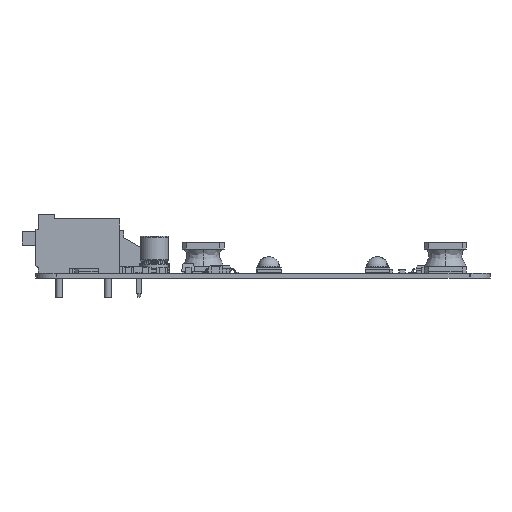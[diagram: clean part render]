
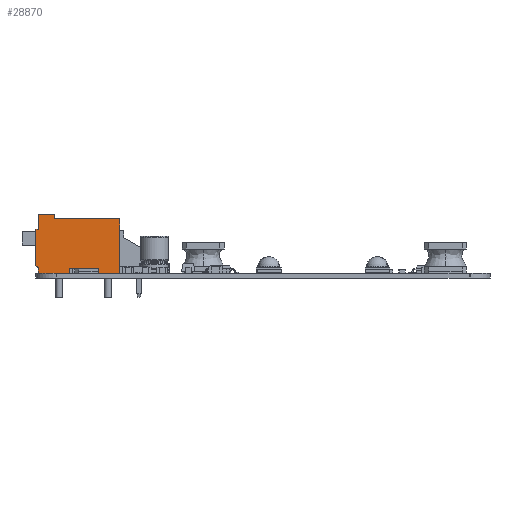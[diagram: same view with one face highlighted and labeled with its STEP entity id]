
A CAD part, front view. The second image highlights one B-rep face of the part: STEP entity #28870.
In plain terms, the highlighted face is planar.
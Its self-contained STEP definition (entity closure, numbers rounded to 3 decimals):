
#2711=PLANE('',#31675);
#4134=FACE_OUTER_BOUND('',#6402,.T.);
#6402=EDGE_LOOP('',(#26458,#26459,#26460,#26461,#26462,#26463,#26464,#26465,
#26466,#26467,#26468,#26469,#26470,#26471));
#8903=LINE('',#47912,#11586);
#8916=LINE('',#47937,#11599);
#8962=LINE('',#48065,#11645);
#8965=LINE('',#48071,#11648);
#8968=LINE('',#48077,#11651);
#8971=LINE('',#48083,#11654);
#8974=LINE('',#48089,#11657);
#8977=LINE('',#48095,#11660);
#8981=LINE('',#48101,#11664);
#8984=LINE('',#48108,#11667);
#8987=LINE('',#48114,#11670);
#8990=LINE('',#48120,#11673);
#8993=LINE('',#48126,#11676);
#8996=LINE('',#48130,#11679);
#11586=VECTOR('',#38992,10.);
#11599=VECTOR('',#39007,10.);
#11645=VECTOR('',#39141,10.);
#11648=VECTOR('',#39146,10.);
#11651=VECTOR('',#39151,10.);
#11654=VECTOR('',#39156,10.);
#11657=VECTOR('',#39161,10.);
#11660=VECTOR('',#39166,10.);
#11664=VECTOR('',#39172,10.);
#11667=VECTOR('',#39179,10.);
#11670=VECTOR('',#39184,10.);
#11673=VECTOR('',#39189,10.);
#11676=VECTOR('',#39194,10.);
#11679=VECTOR('',#39199,10.);
#15281=VERTEX_POINT('',#47909);
#15282=VERTEX_POINT('',#47911);
#15293=VERTEX_POINT('',#47935);
#15330=VERTEX_POINT('',#48062);
#15331=VERTEX_POINT('',#48064);
#15333=VERTEX_POINT('',#48070);
#15335=VERTEX_POINT('',#48076);
#15337=VERTEX_POINT('',#48082);
#15339=VERTEX_POINT('',#48088);
#15341=VERTEX_POINT('',#48094);
#15344=VERTEX_POINT('',#48107);
#15346=VERTEX_POINT('',#48113);
#15348=VERTEX_POINT('',#48119);
#15350=VERTEX_POINT('',#48125);
#18972=EDGE_CURVE('',#15282,#15281,#8903,.T.);
#18985=EDGE_CURVE('',#15281,#15293,#8916,.T.);
#19045=EDGE_CURVE('',#15331,#15330,#8962,.T.);
#19048=EDGE_CURVE('',#15333,#15331,#8965,.T.);
#19051=EDGE_CURVE('',#15335,#15333,#8968,.T.);
#19054=EDGE_CURVE('',#15337,#15335,#8971,.T.);
#19057=EDGE_CURVE('',#15339,#15337,#8974,.T.);
#19060=EDGE_CURVE('',#15341,#15339,#8977,.T.);
#19064=EDGE_CURVE('',#15293,#15341,#8981,.T.);
#19067=EDGE_CURVE('',#15344,#15282,#8984,.T.);
#19070=EDGE_CURVE('',#15346,#15344,#8987,.T.);
#19073=EDGE_CURVE('',#15348,#15346,#8990,.T.);
#19076=EDGE_CURVE('',#15350,#15348,#8993,.T.);
#19079=EDGE_CURVE('',#15330,#15350,#8996,.T.);
#26458=ORIENTED_EDGE('',*,*,#19079,.T.);
#26459=ORIENTED_EDGE('',*,*,#19076,.T.);
#26460=ORIENTED_EDGE('',*,*,#19073,.T.);
#26461=ORIENTED_EDGE('',*,*,#19070,.T.);
#26462=ORIENTED_EDGE('',*,*,#19067,.T.);
#26463=ORIENTED_EDGE('',*,*,#18972,.T.);
#26464=ORIENTED_EDGE('',*,*,#18985,.T.);
#26465=ORIENTED_EDGE('',*,*,#19064,.T.);
#26466=ORIENTED_EDGE('',*,*,#19060,.T.);
#26467=ORIENTED_EDGE('',*,*,#19057,.T.);
#26468=ORIENTED_EDGE('',*,*,#19054,.T.);
#26469=ORIENTED_EDGE('',*,*,#19051,.T.);
#26470=ORIENTED_EDGE('',*,*,#19048,.T.);
#26471=ORIENTED_EDGE('',*,*,#19045,.T.);
#28870=ADVANCED_FACE('',(#4134),#2711,.T.);
#31675=AXIS2_PLACEMENT_3D('',#48131,#39200,#39201);
#38992=DIRECTION('',(0.,0.,-1.));
#39007=DIRECTION('',(0.,-0.707,-0.707));
#39141=DIRECTION('',(0.,0.,1.));
#39146=DIRECTION('',(0.,-1.,0.));
#39151=DIRECTION('',(0.,0.,-1.));
#39156=DIRECTION('',(0.,-1.,0.));
#39161=DIRECTION('',(0.,0.,1.));
#39166=DIRECTION('',(0.,-1.,0.));
#39172=DIRECTION('',(0.,0.,-1.));
#39179=DIRECTION('',(0.,1.,0.));
#39184=DIRECTION('',(0.,0.,-1.));
#39189=DIRECTION('',(0.,1.,0.));
#39194=DIRECTION('',(0.,0.,1.));
#39199=DIRECTION('',(0.,1.,0.));
#39200=DIRECTION('center_axis',(-1.,0.,0.));
#39201=DIRECTION('ref_axis',(0.,-1.,0.));
#47909=CARTESIAN_POINT('',(-4.6,10.3,1.157));
#47911=CARTESIAN_POINT('',(-4.6,10.3,6.3));
#47912=CARTESIAN_POINT('',(-4.6,10.3,1.157));
#47935=CARTESIAN_POINT('',(-4.6,10.,0.857));
#47937=CARTESIAN_POINT('',(-4.6,10.,0.857));
#48062=CARTESIAN_POINT('',(-4.6,-1.7,7.8));
#48064=CARTESIAN_POINT('',(-4.6,-1.7,0.));
#48065=CARTESIAN_POINT('',(-4.6,-1.7,7.8));
#48070=CARTESIAN_POINT('',(-4.6,1.3,0.));
#48071=CARTESIAN_POINT('',(-4.6,-1.7,0.));
#48076=CARTESIAN_POINT('',(-4.6,1.3,0.75));
#48077=CARTESIAN_POINT('',(-4.6,1.3,0.));
#48082=CARTESIAN_POINT('',(-4.6,5.5,0.75));
#48083=CARTESIAN_POINT('',(-4.6,1.3,0.75));
#48088=CARTESIAN_POINT('',(-4.6,5.5,0.));
#48089=CARTESIAN_POINT('',(-4.6,5.5,0.75));
#48094=CARTESIAN_POINT('',(-4.6,10.,0.));
#48095=CARTESIAN_POINT('',(-4.6,5.5,0.));
#48101=CARTESIAN_POINT('',(-4.6,10.,0.));
#48107=CARTESIAN_POINT('',(-4.6,10.,6.3));
#48108=CARTESIAN_POINT('',(-4.6,10.3,6.3));
#48113=CARTESIAN_POINT('',(-4.6,10.,8.5));
#48114=CARTESIAN_POINT('',(-4.6,10.,6.3));
#48119=CARTESIAN_POINT('',(-4.6,7.6,8.5));
#48120=CARTESIAN_POINT('',(-4.6,10.,8.5));
#48125=CARTESIAN_POINT('',(-4.6,7.6,7.8));
#48126=CARTESIAN_POINT('',(-4.6,7.6,8.5));
#48130=CARTESIAN_POINT('',(-4.6,7.6,7.8));
#48131=CARTESIAN_POINT('Origin',(-4.6,4.3,4.25));
